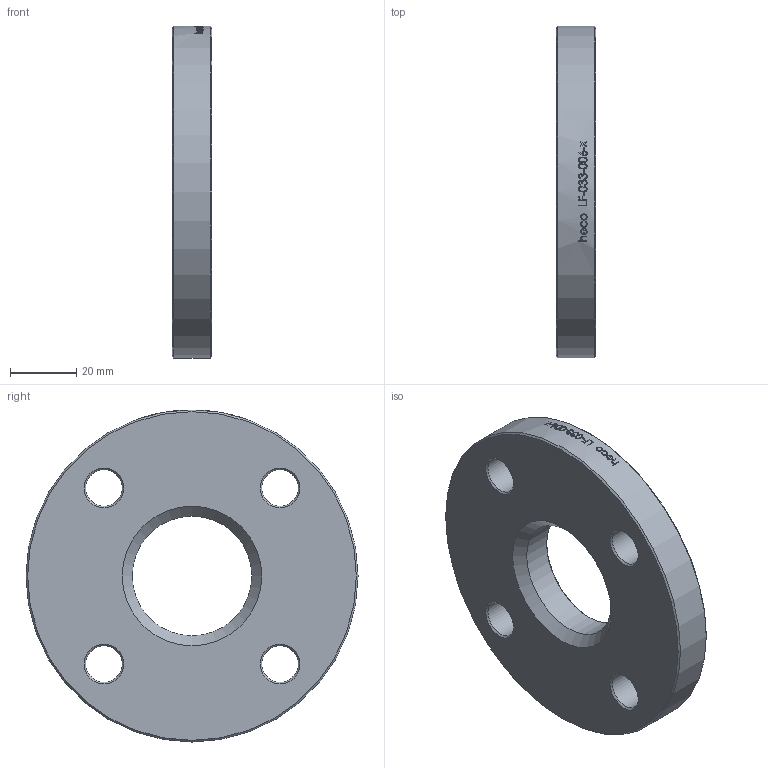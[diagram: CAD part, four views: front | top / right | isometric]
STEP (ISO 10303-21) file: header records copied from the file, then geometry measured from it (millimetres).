
FILE_DESCRIPTION (( 'STEP AP214' ), '1' );
FILE_NAME ('LF-033-006-x Loser Flansch 2012.STEP', '2020-12-10T10:47:52', ( '' ), ( '' ), 'SwSTEP 2.0', 'SolidWorks 2019', '' );
FILE_SCHEMA (( 'AUTOMOTIVE_DESIGN' ));
Length unit declared in the file: millimetre
Products named in the file (1): LF-033-006-x Loser Flansch 2012
Bounding box: 12 x 100 x 100 mm (x, y, z)
Volume: 76812.9 mm3; surface area: 19215.3 mm2
Topology: 1 solids, 1 shells, 42 faces, 212 edges, 193 vertices
Faces by surface type: cylinder 28, cone 12, plane 2
Full cylindrical faces by diameter (mm): 11 x4, 36 x1, 100 x1
Entity records: 4700 total; most frequent: CARTESIAN_POINT 2969, ORIENTED_EDGE 370, DIRECTION 209, EDGE_CURVE 185, VERTEX_POINT 185, B_SPLINE_CURVE_WITH_KNOTS 113, AXIS2_PLACEMENT_3D 94, EDGE_LOOP 92
